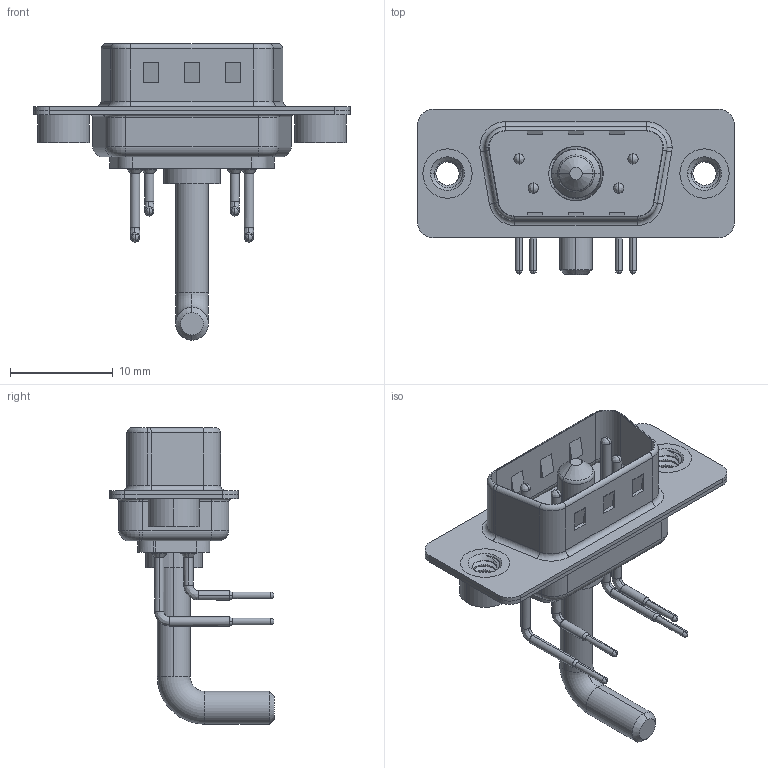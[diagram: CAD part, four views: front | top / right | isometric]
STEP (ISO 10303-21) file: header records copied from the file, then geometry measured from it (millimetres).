
FILE_DESCRIPTION (( 'STEP AP203' ), '1' );
FILE_NAME ('629-5W1-650-3NA.STEP', '2022-05-04T18:55:01', ( '' ), ( '' ), 'SwSTEP 2.0', 'SolidWorks 2020', '' );
FILE_SCHEMA (( 'CONFIG_CONTROL_DESIGN' ));
Length unit declared in the file: millimetre
Products named in the file (8): 629Combo Shell Rear_09 Contacts; 629Combo Housing_5W1; 629-5W1-650-3NA; 629Combo Contact Row 1; 629Combo Contact Row 2; 629Combo Shell Front_09 Contacts; 629Combo Threaded Rivet_2; Power Pin_Ext 30A RA
Assembly tree (10 placements, depth 2):
  629-5W1-650-3NA
    629Combo Housing_5W1
    629Combo Shell Rear_09 Contacts
    629Combo Shell Front_09 Contacts
    629Combo Threaded Rivet_2  x2
    Power Pin_Ext 30A RA
    629Combo Contact Row 1  x2
    629Combo Contact Row 2  x2
Bounding box: 30.8 x 16.05 x 28.83 mm (x, y, z)
Volume: 1563.8 mm3; surface area: 3862.1 mm2
Topology: 11 solids, 11 shells, 787 faces, 2093 edges, 1342 vertices
Faces by surface type: plane 373, cylinder 294, torus 54, cone 35, bspline 31
Entity records: 19330 total; most frequent: CARTESIAN_POINT 4645, DIRECTION 2985, ORIENTED_EDGE 2832, EDGE_CURVE 1416, AXIS2_PLACEMENT_3D 1073, VERTEX_POINT 908, VECTOR 839, LINE 839
